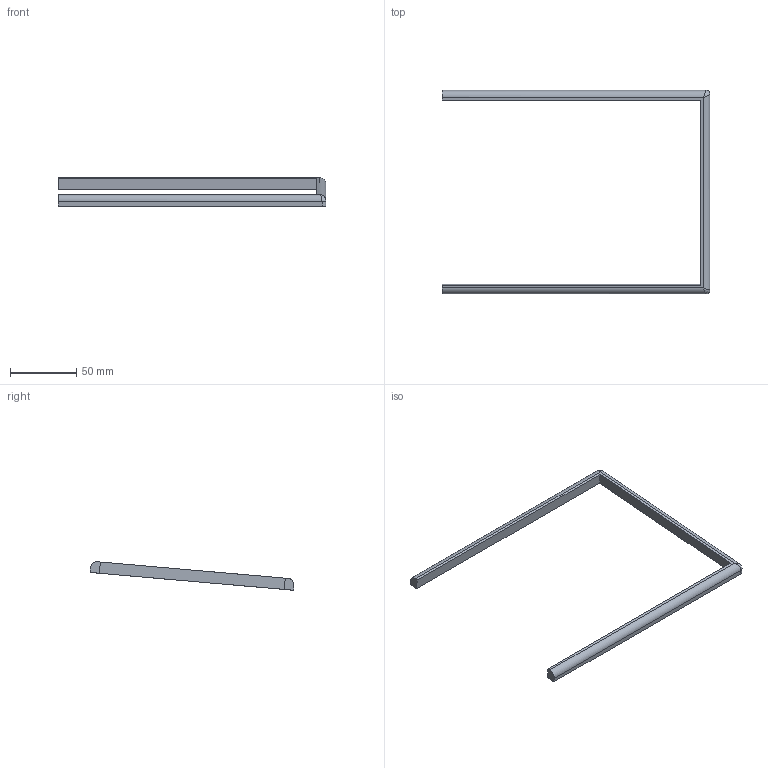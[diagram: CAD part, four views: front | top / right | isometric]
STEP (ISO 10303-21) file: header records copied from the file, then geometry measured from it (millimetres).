
FILE_DESCRIPTION(/* description */ (''),/* implementation_level */ '2;1');
FILE_NAME(/* name */ 'top right.step',/* time_stamp */ '2025-07-17T18:40:16+01:00',/* author */ (''),/* organization */ (''),/* preprocessor_version */ 'ST-DEVELOPER v20.1',/* originating_system */ 'Autodesk Translation Framework v14.10.0.0',/* authorisation */ '');
FILE_SCHEMA (('AUTOMOTIVE_DESIGN { 1 0 10303 214 3 1 1 }'));
Length unit declared in the file: millimetre
Products named in the file (3): case; Top; Right (1)
Assembly tree (2 placements, depth 3):
  case
    Top
      Right (1)
Bounding box: 201.54 x 153.34 x 21.43 mm (x, y, z)
Volume: 29124.8 mm3; surface area: 15890.9 mm2
Topology: 1 solids, 1 shells, 27 faces, 56 edges, 34 vertices
Faces by surface type: plane 15, cylinder 10, bspline 2
Full cylindrical faces by diameter (mm): 3.8 x5
Entity records: 961 total; most frequent: CARTESIAN_POINT 188, DIRECTION 134, ORIENTED_EDGE 108, EDGE_CURVE 54, AXIS2_PLACEMENT_3D 50, LINE 34, VECTOR 34, VERTEX_POINT 34
